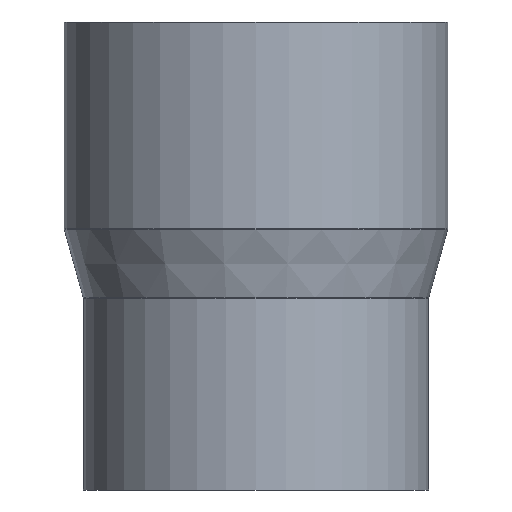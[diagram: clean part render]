
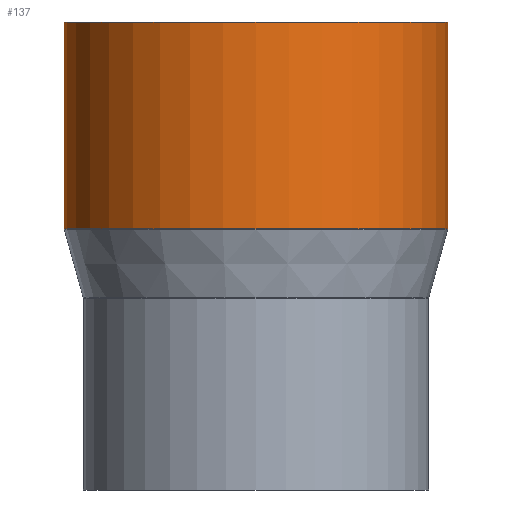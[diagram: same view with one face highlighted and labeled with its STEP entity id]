
A CAD part, front view. The second image highlights one B-rep face of the part: STEP entity #137.
In plain terms, the highlighted cylindrical face has radius 125 mm (diameter 250 mm), a partial arc.
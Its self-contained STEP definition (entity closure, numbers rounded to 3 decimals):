
#3 = DIRECTION ( 'NONE',  ( -1., 0., 0. ) ) ;
#6 = EDGE_CURVE ( 'NONE', #71, #378, #198, .T. ) ;
#71 = VERTEX_POINT ( 'NONE', #548 ) ;
#83 = ORIENTED_EDGE ( 'NONE', *, *, #6, .F. ) ;
#85 = LINE ( 'NONE', #436, #261 ) ;
#101 = VERTEX_POINT ( 'NONE', #301 ) ;
#114 = VERTEX_POINT ( 'NONE', #148 ) ;
#137 = ADVANCED_FACE ( 'NONE', ( #414 ), #361, .T. ) ;
#148 = CARTESIAN_POINT ( 'NONE',  ( 125., 0., 153.54 ) ) ;
#177 = CARTESIAN_POINT ( 'NONE',  ( -125., 0., 18.813 ) ) ;
#191 = DIRECTION ( 'NONE',  ( -1., 0., 0. ) ) ;
#198 = CIRCLE ( 'NONE', #650, 125. ) ;
#207 = DIRECTION ( 'NONE',  ( 0., 0., -1. ) ) ;
#235 = CARTESIAN_POINT ( 'NONE',  ( 0., 0., 153.54 ) ) ;
#261 = VECTOR ( 'NONE', #648, 1000. ) ;
#293 = DIRECTION ( 'NONE',  ( 0., 0., -1. ) ) ;
#301 = CARTESIAN_POINT ( 'NONE',  ( -125., 0., 153.54 ) ) ;
#304 = CARTESIAN_POINT ( 'NONE',  ( 125., 0., -16.533 ) ) ;
#354 = AXIS2_PLACEMENT_3D ( 'NONE', #235, #542, #643 ) ;
#361 = CYLINDRICAL_SURFACE ( 'NONE', #524, 125. ) ;
#378 = VERTEX_POINT ( 'NONE', #177 ) ;
#400 = CARTESIAN_POINT ( 'NONE',  ( 0., 0., 18.813 ) ) ;
#414 = FACE_OUTER_BOUND ( 'NONE', #484, .T. ) ;
#431 = ORIENTED_EDGE ( 'NONE', *, *, #541, .T. ) ;
#436 = CARTESIAN_POINT ( 'NONE',  ( -125., 0., -16.533 ) ) ;
#471 = ORIENTED_EDGE ( 'NONE', *, *, #609, .F. ) ;
#484 = EDGE_LOOP ( 'NONE', ( #471, #431, #497, #83 ) ) ;
#485 = EDGE_CURVE ( 'NONE', #101, #378, #85, .T. ) ;
#497 = ORIENTED_EDGE ( 'NONE', *, *, #485, .T. ) ;
#524 = AXIS2_PLACEMENT_3D ( 'NONE', #652, #653, #3 ) ;
#541 = EDGE_CURVE ( 'NONE', #114, #101, #556, .T. ) ;
#542 = DIRECTION ( 'NONE',  ( 0., 0., -1. ) ) ;
#548 = CARTESIAN_POINT ( 'NONE',  ( 125., 0., 18.813 ) ) ;
#549 = LINE ( 'NONE', #304, #589 ) ;
#556 = CIRCLE ( 'NONE', #354, 125. ) ;
#589 = VECTOR ( 'NONE', #207, 1000. ) ;
#609 = EDGE_CURVE ( 'NONE', #114, #71, #549, .T. ) ;
#643 = DIRECTION ( 'NONE',  ( -1., 0., 0. ) ) ;
#648 = DIRECTION ( 'NONE',  ( 0., 0., -1. ) ) ;
#650 = AXIS2_PLACEMENT_3D ( 'NONE', #400, #293, #191 ) ;
#652 = CARTESIAN_POINT ( 'NONE',  ( 0., 0., -16.533 ) ) ;
#653 = DIRECTION ( 'NONE',  ( 0., 0., -1. ) ) ;
